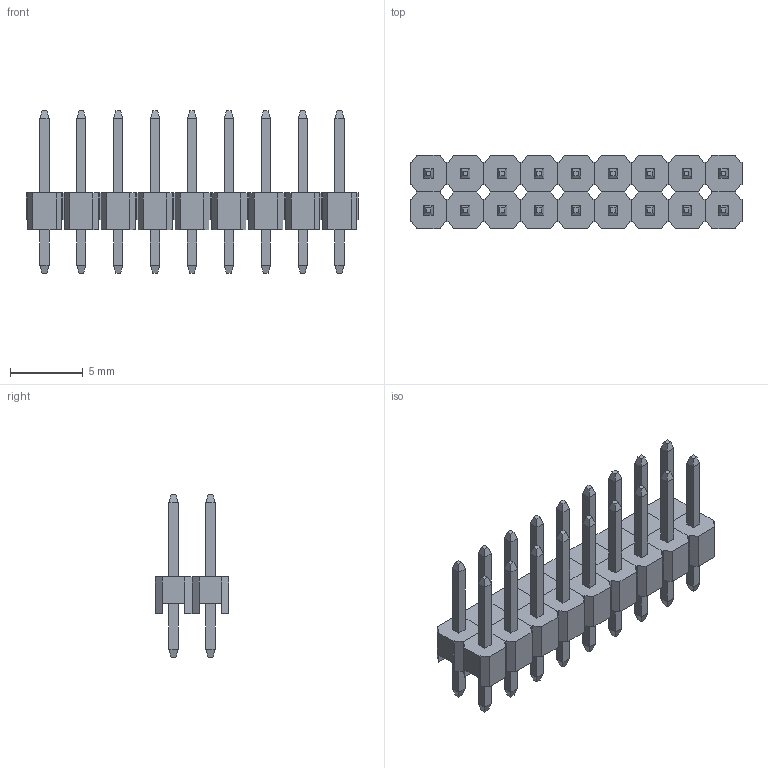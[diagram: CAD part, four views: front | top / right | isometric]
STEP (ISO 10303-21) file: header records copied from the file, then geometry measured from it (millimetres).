
FILE_DESCRIPTION(('FreeCAD Model'),'2;1');
FILE_NAME('2x9-male-pin-header.step', '2017-08-06T15:06:58',('kicad StepUp'),('ksu MCAD'), 'Open CASCADE STEP processor 7.1','FreeCAD','Unknown');
FILE_SCHEMA(('AUTOMOTIVE_DESIGN { 1 0 10303 214 1 1 1 1 }'));
Length unit declared in the file: millimetre
Products named in the file (1): 2x9-male-pin-header
Bounding box: 22.86 x 5.08 x 11.2 mm (x, y, z)
Volume: 286.5 mm3; surface area: 1056.3 mm2
Topology: 18 solids, 18 shells, 720 faces, 1728 edges, 1080 vertices
Faces by surface type: plane 576, bspline 144
Entity records: 25039 total; most frequent: CARTESIAN_POINT 4105, ORIENTED_EDGE 3456, DIRECTION 2738, EDGE_CURVE 1728, LINE 1584, VECTOR 1584, VERTEX_POINT 1080, FACE_BOUND 756
